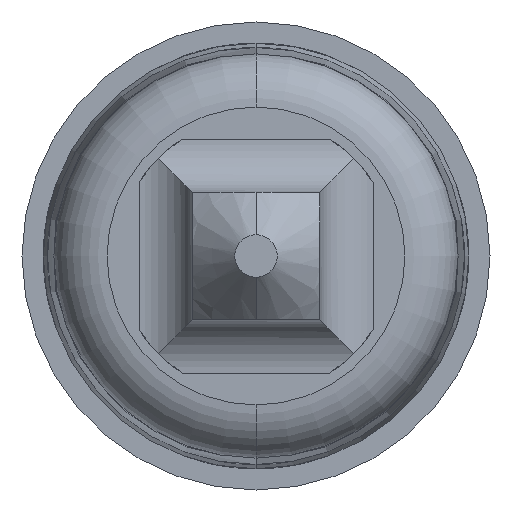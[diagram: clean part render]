
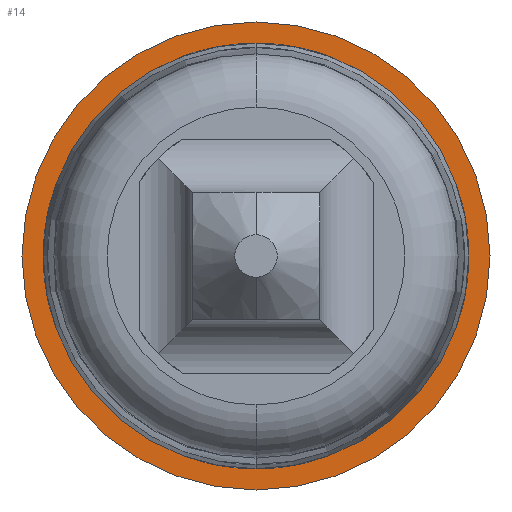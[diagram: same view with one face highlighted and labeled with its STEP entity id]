
A CAD part, front view. The second image highlights one B-rep face of the part: STEP entity #14.
In plain terms, the highlighted planar face has unit normal (0, -1, 0).
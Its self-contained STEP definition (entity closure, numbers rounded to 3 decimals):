
#14 = ADVANCED_FACE ( 'Defeature ausgef�hrt1_28', ( #1253, #1976 ), #3833, .F. ) ;
#308 = CARTESIAN_POINT ( 'NONE',  ( 0., -0.178, -1.1 ) ) ;
#494 = EDGE_LOOP ( 'NONE', ( #513, #3628 ) ) ;
#509 = ORIENTED_EDGE ( 'NONE', *, *, #3230, .F. ) ;
#513 = ORIENTED_EDGE ( 'NONE', *, *, #3965, .T. ) ;
#580 = CARTESIAN_POINT ( 'NONE',  ( 0., -0.178, 0. ) ) ;
#627 = AXIS2_PLACEMENT_3D ( 'NONE', #580, #4149, #2756 ) ;
#807 = AXIS2_PLACEMENT_3D ( 'NONE', #1863, #3576, #3592 ) ;
#961 = CARTESIAN_POINT ( 'NONE',  ( 0., -0.178, 1.1 ) ) ;
#1014 = VERTEX_POINT ( 'NONE', #1200 ) ;
#1070 = DIRECTION ( 'NONE',  ( 0., 0., 1. ) ) ;
#1200 = CARTESIAN_POINT ( 'NONE',  ( 0., -0.178, 1. ) ) ;
#1253 = FACE_OUTER_BOUND ( 'NONE', #1773, .T. ) ;
#1315 = VERTEX_POINT ( 'NONE', #308 ) ;
#1505 = CARTESIAN_POINT ( 'NONE',  ( 0., -0.178, -1. ) ) ;
#1773 = EDGE_LOOP ( 'NONE', ( #3461, #509 ) ) ;
#1811 = DIRECTION ( 'NONE',  ( 0., 0., 1. ) ) ;
#1823 = CIRCLE ( 'NONE', #1987, 1. ) ;
#1852 = CIRCLE ( 'NONE', #807, 1. ) ;
#1863 = CARTESIAN_POINT ( 'NONE',  ( 0., -0.178, 0. ) ) ;
#1976 = FACE_BOUND ( 'NONE', #494, .T. ) ;
#1987 = AXIS2_PLACEMENT_3D ( 'NONE', #2450, #2822, #1070 ) ;
#1992 = AXIS2_PLACEMENT_3D ( 'NONE', #2117, #3862, #1811 ) ;
#2050 = DIRECTION ( 'NONE',  ( 0., 0., 1. ) ) ;
#2117 = CARTESIAN_POINT ( 'NONE',  ( 0., -0.178, -1. ) ) ;
#2303 = EDGE_CURVE ( 'Defeature ausgef�hrt1_28+Defeature ausgef�hrt1_0+Defeature ausgef�hrt1_0+Defeature ausgef�hrt1_0', #1014, #4049, #1852, .T. ) ;
#2450 = CARTESIAN_POINT ( 'NONE',  ( 0., -0.178, 0. ) ) ;
#2740 = CARTESIAN_POINT ( 'NONE',  ( 0., -0.178, 0. ) ) ;
#2756 = DIRECTION ( 'NONE',  ( 0., 0., 1. ) ) ;
#2822 = DIRECTION ( 'NONE',  ( 0., 1., 0. ) ) ;
#2846 = CIRCLE ( 'NONE', #627, 1.1 ) ;
#3092 = DIRECTION ( 'NONE',  ( 0., 1., 0. ) ) ;
#3230 = EDGE_CURVE ( 'Defeature ausgef�hrt1_29+Defeature ausgef�hrt1_28+Defeature ausgef�hrt1_28+Defeature ausgef�hrt1_28', #1315, #3301, #2846, .T. ) ;
#3301 = VERTEX_POINT ( 'NONE', #961 ) ;
#3461 = ORIENTED_EDGE ( 'NONE', *, *, #3853, .F. ) ;
#3576 = DIRECTION ( 'NONE',  ( 0., 1., 0. ) ) ;
#3592 = DIRECTION ( 'NONE',  ( 0., 0., 1. ) ) ;
#3628 = ORIENTED_EDGE ( 'NONE', *, *, #2303, .T. ) ;
#3833 = PLANE ( 'NONE',  #1992 ) ;
#3853 = EDGE_CURVE ( 'Defeature ausgef�hrt1_29+Defeature ausgef�hrt1_28+Defeature ausgef�hrt1_28+Defeature ausgef�hrt1_28', #3301, #1315, #4000, .T. ) ;
#3862 = DIRECTION ( 'NONE',  ( 0., 1., 0. ) ) ;
#3905 = AXIS2_PLACEMENT_3D ( 'NONE', #2740, #3092, #2050 ) ;
#3965 = EDGE_CURVE ( 'Defeature ausgef�hrt1_28+Defeature ausgef�hrt1_0+Defeature ausgef�hrt1_0+Defeature ausgef�hrt1_0', #4049, #1014, #1823, .T. ) ;
#4000 = CIRCLE ( 'NONE', #3905, 1.1 ) ;
#4049 = VERTEX_POINT ( 'NONE', #1505 ) ;
#4149 = DIRECTION ( 'NONE',  ( 0., 1., 0. ) ) ;
